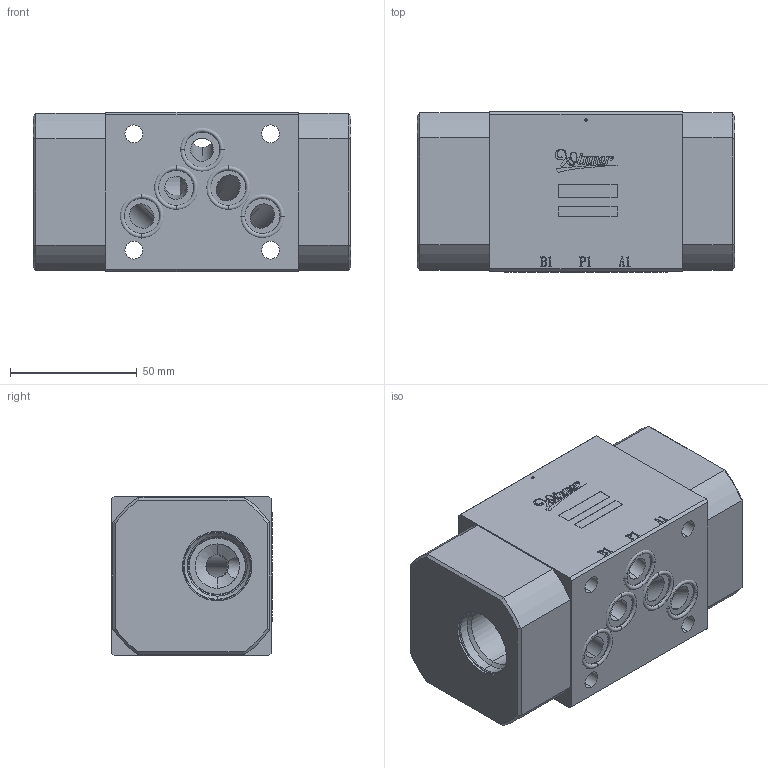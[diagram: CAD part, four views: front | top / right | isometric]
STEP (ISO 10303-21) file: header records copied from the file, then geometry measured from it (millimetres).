
FILE_DESCRIPTION (( 'STEP AP203' ), '1' );
FILE_NAME ('MH05CBC-5A2-3A2-Z03.STEP', '2025-01-10T02:01:10', ( 'user' ), ( '' ), 'SwSTEP 2.0', 'SolidWorks 2018', '' );
FILE_SCHEMA (( 'CONFIG_CONTROL_DESIGN' ));
Length unit declared in the file: millimetre
Products named in the file (3): MH05CBC-5A2-3A2-Z03; 4KAA014AA001_13.90; 6EC05060CBCXXN001
Assembly tree (6 placements, depth 2):
  MH05CBC-5A2-3A2-Z03
    4KAA014AA001_13.90  x5
    6EC05060CBCXXN001
Bounding box: 125.4 x 63.48 x 63 mm (x, y, z)
Volume: 402896.8 mm3; surface area: 62264.5 mm2
Topology: 6 solids, 6 shells, 542 faces, 1441 edges, 926 vertices
Faces by surface type: cylinder 236, plane 172, cone 61, bspline 49, torus 24
Entity records: 19020 total; most frequent: CARTESIAN_POINT 5688, ORIENTED_EDGE 2814, DIRECTION 2596, EDGE_CURVE 1407, AXIS2_PLACEMENT_3D 942, VERTEX_POINT 910, LINE 712, VECTOR 712
